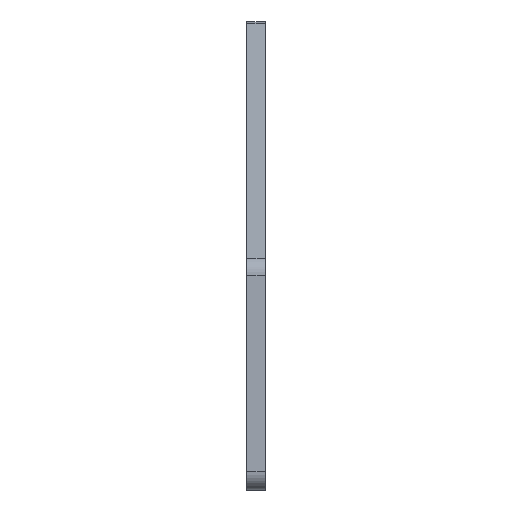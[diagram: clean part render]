
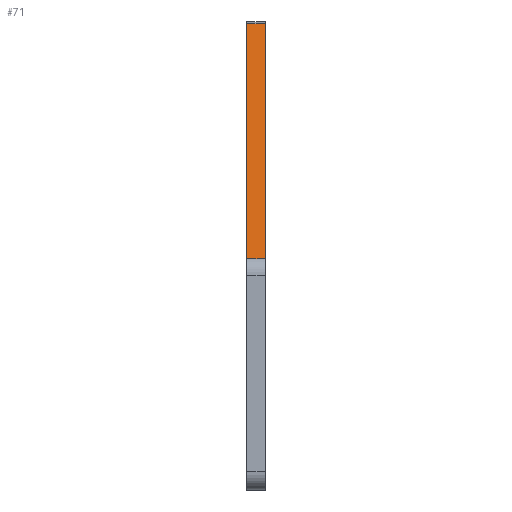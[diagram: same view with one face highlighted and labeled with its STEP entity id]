
A CAD part, left-side view. The second image highlights one B-rep face of the part: STEP entity #71.
In plain terms, the highlighted planar face has unit normal (-0.447, 0, 0.894).
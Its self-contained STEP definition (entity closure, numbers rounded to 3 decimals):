
#49 = DIRECTION ( 'NONE',  ( -0.894, 0., -0.447 ) ) ;
#71 = ADVANCED_FACE ( 'NONE', ( #204 ), #495, .T. ) ;
#100 = ORIENTED_EDGE ( 'NONE', *, *, #355, .F. ) ;
#123 = CARTESIAN_POINT ( 'NONE',  ( -19.528, 3., 58. ) ) ;
#125 = DIRECTION ( 'NONE',  ( -0.447, 0., 0.894 ) ) ;
#130 = ORIENTED_EDGE ( 'NONE', *, *, #890, .F. ) ;
#165 = LINE ( 'NONE', #319, #511 ) ;
#171 = LINE ( 'NONE', #385, #687 ) ;
#193 = DIRECTION ( 'NONE',  ( -0.894, 0., -0.447 ) ) ;
#199 = ORIENTED_EDGE ( 'NONE', *, *, #425, .T. ) ;
#204 = FACE_OUTER_BOUND ( 'NONE', #332, .T. ) ;
#229 = AXIS2_PLACEMENT_3D ( 'NONE', #701, #125, #49 ) ;
#237 = CARTESIAN_POINT ( 'NONE',  ( -96.342, 0., 19.593 ) ) ;
#241 = CARTESIAN_POINT ( 'NONE',  ( -20.161, 3., 57.683 ) ) ;
#253 = ORIENTED_EDGE ( 'NONE', *, *, #336, .F. ) ;
#275 = CARTESIAN_POINT ( 'NONE',  ( -96.342, 0., 19.593 ) ) ;
#302 = VERTEX_POINT ( 'NONE', #880 ) ;
#319 = CARTESIAN_POINT ( 'NONE',  ( -20.161, 0., 57.683 ) ) ;
#332 = EDGE_LOOP ( 'NONE', ( #199, #130, #100, #253 ) ) ;
#336 = EDGE_CURVE ( 'NONE', #718, #714, #165, .T. ) ;
#355 = EDGE_CURVE ( 'NONE', #714, #758, #171, .T. ) ;
#385 = CARTESIAN_POINT ( 'NONE',  ( -19.528, 0., 58. ) ) ;
#425 = EDGE_CURVE ( 'NONE', #718, #302, #555, .T. ) ;
#480 = LINE ( 'NONE', #275, #690 ) ;
#495 = PLANE ( 'NONE',  #229 ) ;
#511 = VECTOR ( 'NONE', #874, 1000. ) ;
#555 = LINE ( 'NONE', #123, #807 ) ;
#669 = DIRECTION ( 'NONE',  ( -0.894, 0., -0.447 ) ) ;
#687 = VECTOR ( 'NONE', #669, 1000. ) ;
#690 = VECTOR ( 'NONE', #765, 1000. ) ;
#701 = CARTESIAN_POINT ( 'NONE',  ( -19.528, 0., 58. ) ) ;
#714 = VERTEX_POINT ( 'NONE', #754 ) ;
#718 = VERTEX_POINT ( 'NONE', #241 ) ;
#754 = CARTESIAN_POINT ( 'NONE',  ( -20.161, 0., 57.683 ) ) ;
#758 = VERTEX_POINT ( 'NONE', #237 ) ;
#765 = DIRECTION ( 'NONE',  ( 0., 1., 0. ) ) ;
#807 = VECTOR ( 'NONE', #193, 1000. ) ;
#874 = DIRECTION ( 'NONE',  ( 0., -1., 0. ) ) ;
#880 = CARTESIAN_POINT ( 'NONE',  ( -96.342, 3., 19.593 ) ) ;
#890 = EDGE_CURVE ( 'NONE', #758, #302, #480, .T. ) ;
